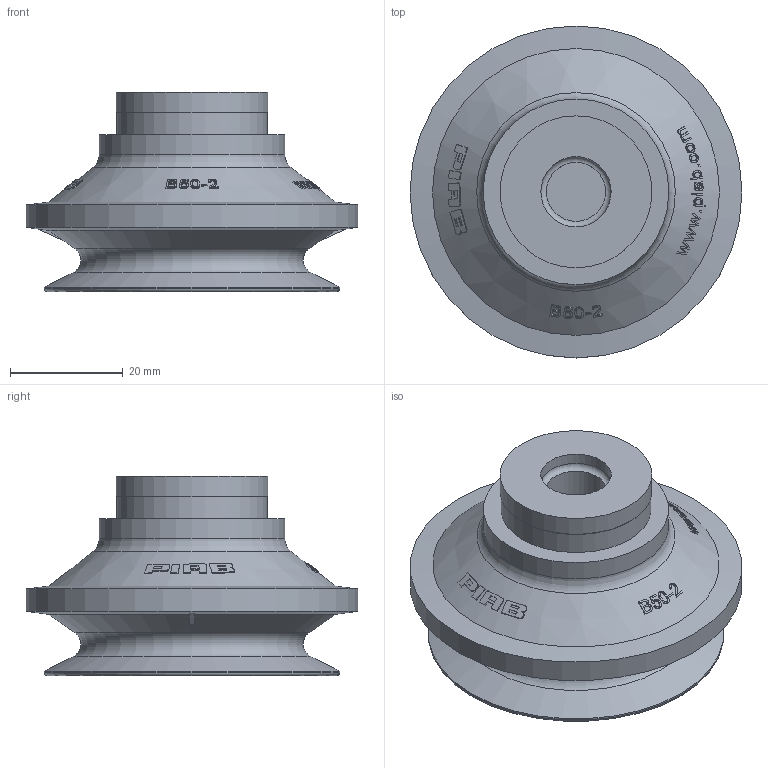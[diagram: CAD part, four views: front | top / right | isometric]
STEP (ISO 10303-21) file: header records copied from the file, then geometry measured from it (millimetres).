
FILE_DESCRIPTION(/* description */ ('Unknown'),/* implementation_level */ '2;1');
FILE_NAME(/* name */ 'S_A009_BXXX',/* time_stamp */ '2018-11-01T10:45:00+01:00',/* author */ ('Unknown'),/* organization */ ('Unknown'),/* preprocessor_version */ 'ST-DEVELOPER v16.7',/* originating_system */ 'DEX',/* authorisation */ $);
FILE_SCHEMA (('AUTOMOTIVE_DESIGN {1 0 10303 214 3 1 1}'));
Length unit declared in the file: millimetre
Products named in the file (4): S_A009_BXXX; A009_B50-2; Fitting_blank
Assembly tree (3 placements, depth 3):
  S_A009_BXXX
    A009_B50-2
      A009_B50-2
    Fitting_blank
Bounding box: 59 x 59 x 35.4 mm (x, y, z)
Volume: 48142.2 mm3; surface area: 10565.1 mm2
Topology: 1 solids, 1 shells, 244 faces, 602 edges, 396 vertices
Faces by surface type: plane 136, bspline 43, cone 38, cylinder 23, torus 4
Full cylindrical faces by diameter (mm): 10.5 x1, 12.5 x1, 26.73 x1, 27 x1, 33 x1, 52.5 x1, 59 x1
Entity records: 10258 total; most frequent: CARTESIAN_POINT 3616, ORIENTED_EDGE 1158, DIRECTION 642, EDGE_CURVE 579, VERTEX_POINT 395, B_SPLINE_CURVE_WITH_KNOTS 368, EDGE_LOOP 302, FACE_BOUND 302
